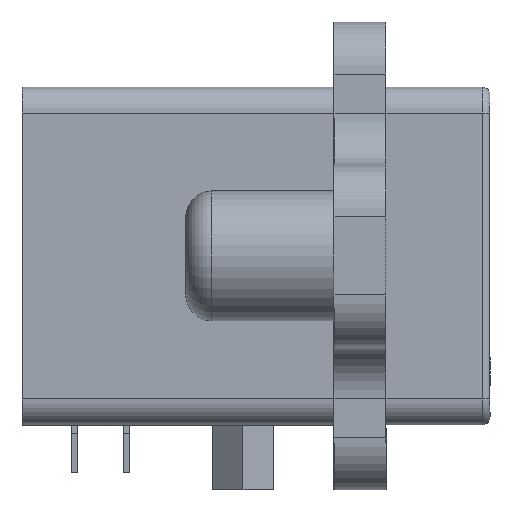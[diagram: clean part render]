
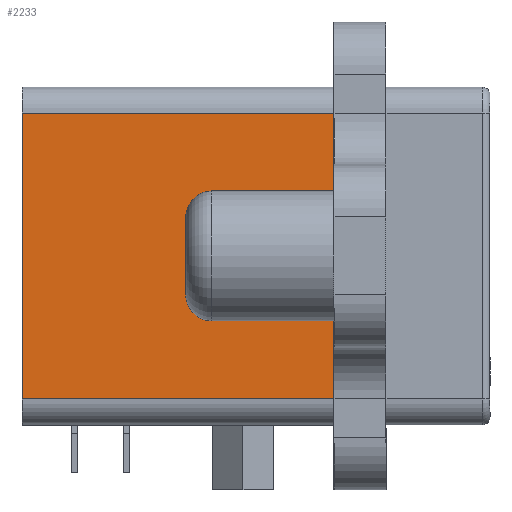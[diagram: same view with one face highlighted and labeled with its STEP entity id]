
A CAD part, left-side view. The second image highlights one B-rep face of the part: STEP entity #2233.
In plain terms, the highlighted planar face has unit normal (-1, 0, 0).
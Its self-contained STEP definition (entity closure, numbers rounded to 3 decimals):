
#1721 = VERTEX_POINT('',#1722);
#1722 = CARTESIAN_POINT('',(-7.,2.,12.));
#1729 = EDGE_CURVE('',#1730,#1721,#1732,.T.);
#1730 = VERTEX_POINT('',#1731);
#1731 = CARTESIAN_POINT('',(-7.,2.,1.));
#1732 = LINE('',#1733,#1734);
#1733 = CARTESIAN_POINT('',(-7.,2.,11.5));
#1734 = VECTOR('',#1735,1.);
#1735 = DIRECTION('',(0.,0.,1.));
#2189 = EDGE_CURVE('',#1730,#2190,#2192,.T.);
#2190 = VERTEX_POINT('',#2191);
#2191 = CARTESIAN_POINT('',(-7.,14.,1.));
#2192 = LINE('',#2193,#2194);
#2193 = CARTESIAN_POINT('',(-7.,2.,1.));
#2194 = VECTOR('',#2195,1.);
#2195 = DIRECTION('',(0.,1.,0.));
#2233 = ADVANCED_FACE('',(#2234),#2252,.T.);
#2234 = FACE_BOUND('',#2235,.T.);
#2235 = EDGE_LOOP('',(#2236,#2244,#2245,#2246));
#2236 = ORIENTED_EDGE('',*,*,#2237,.T.);
#2237 = EDGE_CURVE('',#2238,#2190,#2240,.T.);
#2238 = VERTEX_POINT('',#2239);
#2239 = CARTESIAN_POINT('',(-7.,14.,12.));
#2240 = LINE('',#2241,#2242);
#2241 = CARTESIAN_POINT('',(-7.,14.,13.));
#2242 = VECTOR('',#2243,1.);
#2243 = DIRECTION('',(0.,0.,-1.));
#2244 = ORIENTED_EDGE('',*,*,#2189,.F.);
#2245 = ORIENTED_EDGE('',*,*,#1729,.T.);
#2246 = ORIENTED_EDGE('',*,*,#2247,.T.);
#2247 = EDGE_CURVE('',#1721,#2238,#2248,.T.);
#2248 = LINE('',#2249,#2250);
#2249 = CARTESIAN_POINT('',(-7.,2.,12.));
#2250 = VECTOR('',#2251,1.);
#2251 = DIRECTION('',(0.,1.,0.));
#2252 = PLANE('',#2253);
#2253 = AXIS2_PLACEMENT_3D('',#2254,#2255,#2256);
#2254 = CARTESIAN_POINT('',(-7.,-4.,13.));
#2255 = DIRECTION('',(-1.,-0.,0.));
#2256 = DIRECTION('',(0.,0.,-1.));
